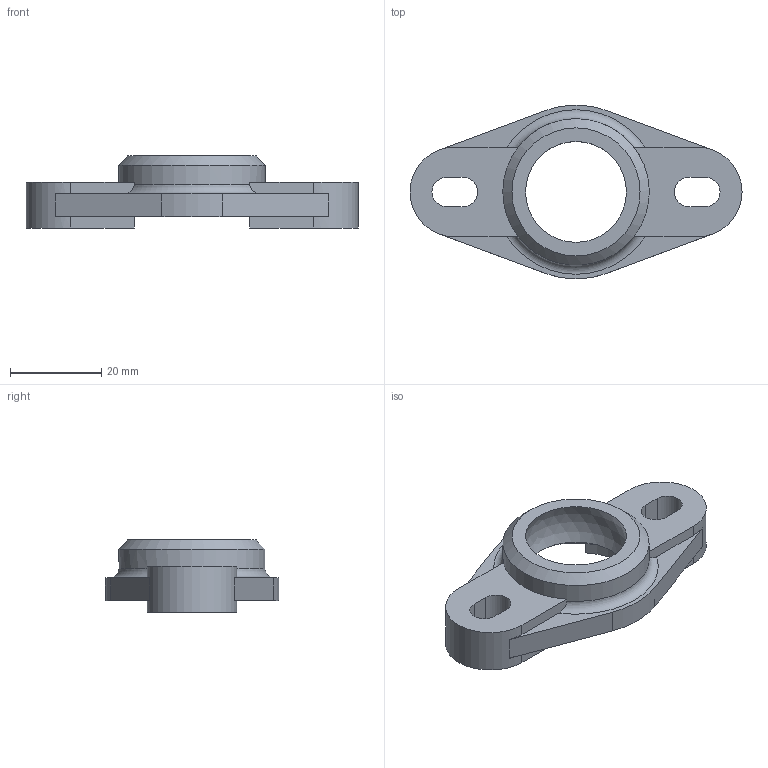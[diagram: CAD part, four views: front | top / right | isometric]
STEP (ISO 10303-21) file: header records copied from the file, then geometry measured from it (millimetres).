
FILE_DESCRIPTION(/* description */ (''),/* implementation_level */ '2;1');
FILE_NAME(/* name */ 'EFOI-10_Housing.ipt.stp',/* time_stamp */ '2016-01-07T16:35:39-08:00',/* author */ ('Autodesk, Inc.'),/* organization */ ('Autodesk Inc.'),/* preprocessor_version */ 'ST-DEVELOPER v16.1',/* originating_system */ 'Autodesk Inventor 2016',/* authorisation */ '');
FILE_SCHEMA (('AUTOMOTIVE_DESIGN { 1 0 10303 214 3 1 1 }'));
Length unit declared in the file: millimetre
Products named in the file (1): EFOI-10_Housing
Bounding box: 72.6 x 37.9 x 15.75 mm (x, y, z)
Volume: 12326.9 mm3; surface area: 6366.6 mm2
Topology: 1 solids, 1 shells, 42 faces, 116 edges, 76 vertices
Faces by surface type: plane 26, cylinder 11, cone 2, torus 2, sphere 1
Full cylindrical faces by diameter (mm): 32 x1
Entity records: 1366 total; most frequent: CARTESIAN_POINT 261, DIRECTION 232, ORIENTED_EDGE 218, EDGE_CURVE 109, AXIS2_PLACEMENT_3D 84, VERTEX_POINT 73, LINE 64, VECTOR 64
